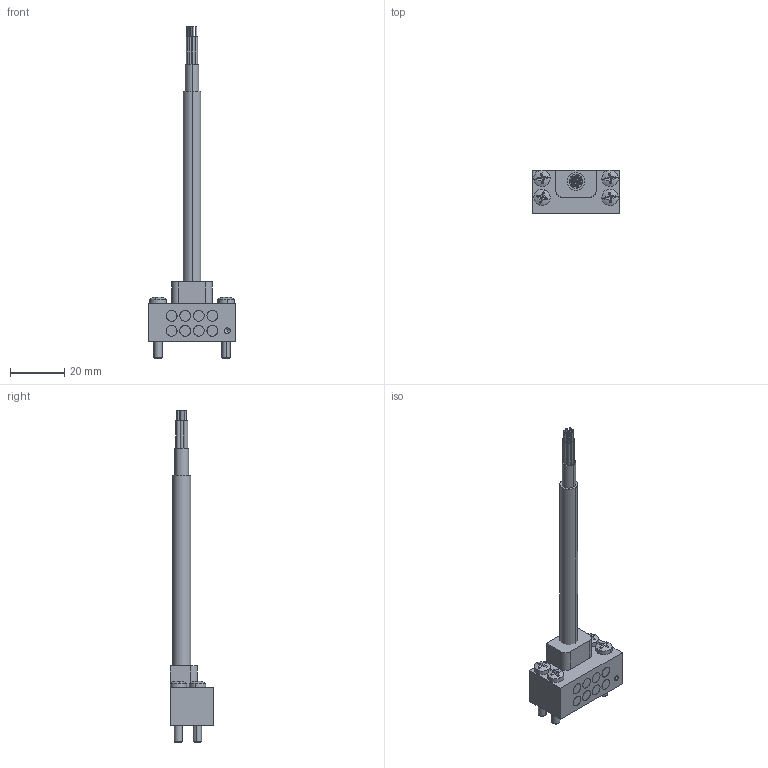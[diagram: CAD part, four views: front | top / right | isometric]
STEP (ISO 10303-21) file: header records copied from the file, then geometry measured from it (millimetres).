
FILE_DESCRIPTION (( 'STEP AP203' ), '1' );
FILE_NAME ('P1114.STEP', '2018-11-28T16:16:34', ( '' ), ( '' ), 'SwSTEP 2.0', 'SolidWorks 2017', '' );
FILE_SCHEMA (( 'CONFIG_CONTROL_DESIGN' ));
Length unit declared in the file: millimetre
Products named in the file (1): P1114
Bounding box: 32 x 16 x 122 mm (x, y, z)
Volume: 13333.2 mm3; surface area: 8574.4 mm2
Topology: 15 solids, 15 shells, 392 faces, 932 edges, 602 vertices
Faces by surface type: cylinder 190, plane 134, torus 34, cone 26, sphere 8
Entity records: 11893 total; most frequent: CARTESIAN_POINT 2285, DIRECTION 2224, ORIENTED_EDGE 1860, AXIS2_PLACEMENT_3D 949, EDGE_CURVE 930, VERTEX_POINT 602, CIRCLE 556, EDGE_LOOP 448
